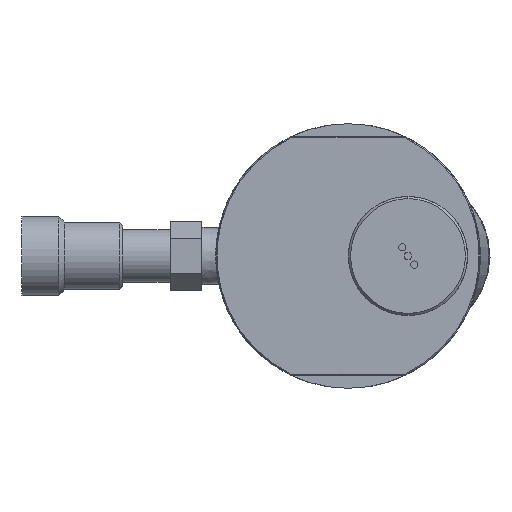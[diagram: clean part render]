
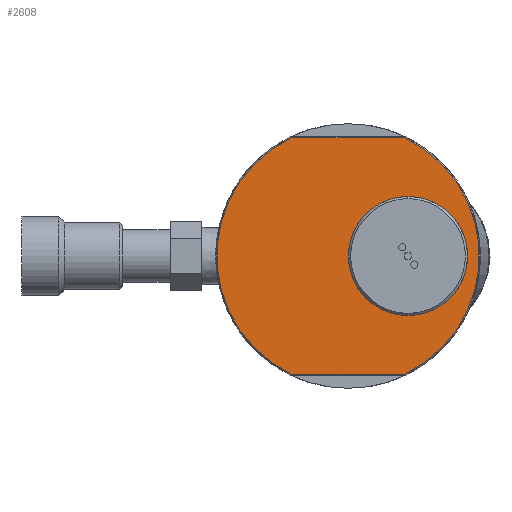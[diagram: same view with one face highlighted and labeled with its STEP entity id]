
A CAD part, left-side view. The second image highlights one B-rep face of the part: STEP entity #2608.
In plain terms, the highlighted planar face has unit normal (-1, 0, 0).
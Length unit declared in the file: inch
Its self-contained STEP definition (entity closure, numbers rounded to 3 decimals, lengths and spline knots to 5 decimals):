
#141 = CIRCLE ( 'NONE', #4453, 0.32188 ) ;
#156 = DIRECTION ( 'NONE',  ( 0., 0., 1. ) ) ;
#256 = CARTESIAN_POINT ( 'NONE',  ( -4.8, 0., 0. ) ) ;
#292 = VERTEX_POINT ( 'NONE', #1655 ) ;
#445 = EDGE_CURVE ( 'NONE', #292, #3971, #4269, .T. ) ;
#494 = DIRECTION ( 'NONE',  ( -1., 0., 0. ) ) ;
#645 = VERTEX_POINT ( 'NONE', #1869 ) ;
#922 = CIRCLE ( 'NONE', #2896, 1.24 ) ;
#945 = DIRECTION ( 'NONE',  ( 0., 0., 1. ) ) ;
#972 = CARTESIAN_POINT ( 'NONE',  ( -4.8, -0.54486, -1.115 ) ) ;
#1017 = DIRECTION ( 'NONE',  ( -1., 0., 0. ) ) ;
#1132 = ORIENTED_EDGE ( 'NONE', *, *, #1681, .T. ) ;
#1156 = VERTEX_POINT ( 'NONE', #4185 ) ;
#1247 = VECTOR ( 'NONE', #4461, 39.37008 ) ;
#1296 = ORIENTED_EDGE ( 'NONE', *, *, #2903, .T. ) ;
#1652 = DIRECTION ( 'NONE',  ( -1., 0., 0. ) ) ;
#1655 = CARTESIAN_POINT ( 'NONE',  ( -4.8, -0.566, 0.32188 ) ) ;
#1681 = EDGE_CURVE ( 'NONE', #1156, #2220, #4030, .T. ) ;
#1869 = CARTESIAN_POINT ( 'NONE',  ( -4.8, 0.54256, -1.115 ) ) ;
#1976 = AXIS2_PLACEMENT_3D ( 'NONE', #4239, #2943, #945 ) ;
#2033 = EDGE_CURVE ( 'NONE', #2220, #4511, #3062, .T. ) ;
#2171 = DIRECTION ( 'NONE',  ( 0., 0., 1. ) ) ;
#2220 = VERTEX_POINT ( 'NONE', #3027 ) ;
#2375 = CARTESIAN_POINT ( 'NONE',  ( -4.8, 0.54486, 1.115 ) ) ;
#2381 = DIRECTION ( 'NONE',  ( 0., -1., 0. ) ) ;
#2608 = ADVANCED_FACE ( 'NONE', ( #3271, #2908 ), #4315, .T. ) ;
#2748 = EDGE_LOOP ( 'NONE', ( #1296, #2853, #1132, #2983 ) ) ;
#2853 = ORIENTED_EDGE ( 'NONE', *, *, #4000, .T. ) ;
#2896 = AXIS2_PLACEMENT_3D ( 'NONE', #256, #1652, #3509 ) ;
#2903 = EDGE_CURVE ( 'NONE', #4511, #645, #922, .T. ) ;
#2908 = FACE_OUTER_BOUND ( 'NONE', #2748, .T. ) ;
#2943 = DIRECTION ( 'NONE',  ( -1., 0., 0. ) ) ;
#2983 = ORIENTED_EDGE ( 'NONE', *, *, #2033, .T. ) ;
#3027 = CARTESIAN_POINT ( 'NONE',  ( -4.8, -0.54256, 1.115 ) ) ;
#3062 = LINE ( 'NONE', #2375, #1247 ) ;
#3271 = FACE_BOUND ( 'NONE', #3819, .T. ) ;
#3292 = EDGE_CURVE ( 'NONE', #3971, #292, #141, .T. ) ;
#3391 = AXIS2_PLACEMENT_3D ( 'NONE', #3657, #4349, #3920 ) ;
#3509 = DIRECTION ( 'NONE',  ( 0., 0., 1. ) ) ;
#3557 = VECTOR ( 'NONE', #2381, 39.37008 ) ;
#3575 = CARTESIAN_POINT ( 'NONE',  ( -4.8, -0.566, 0. ) ) ;
#3657 = CARTESIAN_POINT ( 'NONE',  ( -4.8, -0.566, 0. ) ) ;
#3737 = AXIS2_PLACEMENT_3D ( 'NONE', #3974, #494, #156 ) ;
#3819 = EDGE_LOOP ( 'NONE', ( #4259, #3892 ) ) ;
#3892 = ORIENTED_EDGE ( 'NONE', *, *, #3292, .F. ) ;
#3920 = DIRECTION ( 'NONE',  ( 0., 0., 1. ) ) ;
#3971 = VERTEX_POINT ( 'NONE', #4186 ) ;
#3974 = CARTESIAN_POINT ( 'NONE',  ( -4.8, 0., 0. ) ) ;
#4000 = EDGE_CURVE ( 'NONE', #645, #1156, #4140, .T. ) ;
#4030 = CIRCLE ( 'NONE', #1976, 1.24 ) ;
#4140 = LINE ( 'NONE', #972, #3557 ) ;
#4185 = CARTESIAN_POINT ( 'NONE',  ( -4.8, -0.54256, -1.115 ) ) ;
#4186 = CARTESIAN_POINT ( 'NONE',  ( -4.8, -0.566, -0.32188 ) ) ;
#4239 = CARTESIAN_POINT ( 'NONE',  ( -4.8, 0., 0. ) ) ;
#4259 = ORIENTED_EDGE ( 'NONE', *, *, #445, .F. ) ;
#4269 = CIRCLE ( 'NONE', #3391, 0.32188 ) ;
#4315 = PLANE ( 'NONE',  #3737 ) ;
#4349 = DIRECTION ( 'NONE',  ( -1., 0., 0. ) ) ;
#4453 = AXIS2_PLACEMENT_3D ( 'NONE', #3575, #1017, #2171 ) ;
#4461 = DIRECTION ( 'NONE',  ( 0., 1., 0. ) ) ;
#4511 = VERTEX_POINT ( 'NONE', #4519 ) ;
#4519 = CARTESIAN_POINT ( 'NONE',  ( -4.8, 0.54256, 1.115 ) ) ;
